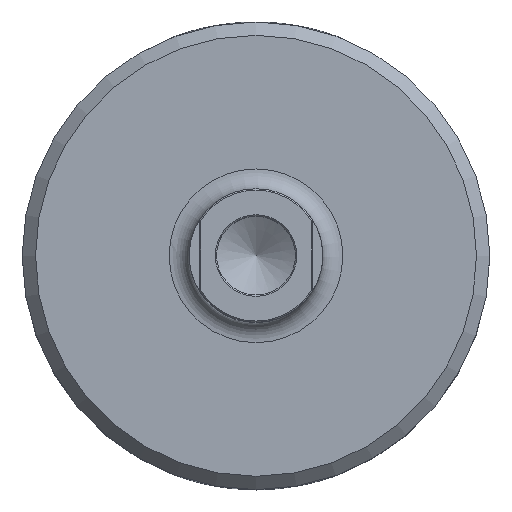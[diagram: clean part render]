
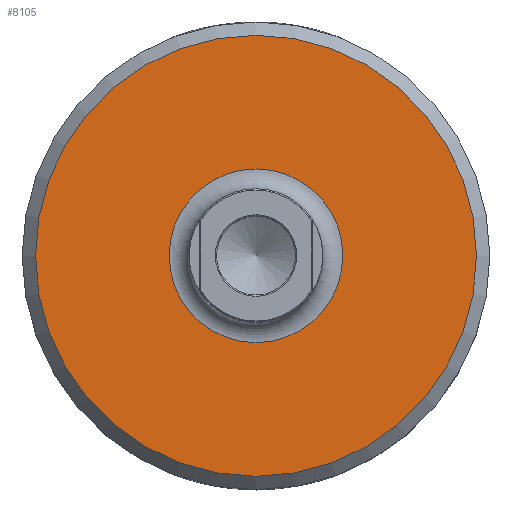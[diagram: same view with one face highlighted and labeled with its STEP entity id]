
A CAD part, top view. The second image highlights one B-rep face of the part: STEP entity #8105.
In plain terms, the highlighted face is planar.
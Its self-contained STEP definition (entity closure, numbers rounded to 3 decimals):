
#333=PLANE('',#8363);
#440=CIRCLE('',#8364,13.);
#441=CIRCLE('',#8365,33.);
#2661=ORIENTED_EDGE('',*,*,#3844,.T.);
#2662=ORIENTED_EDGE('',*,*,#3845,.T.);
#3844=EDGE_CURVE('',#4442,#4442,#440,.T.);
#3845=EDGE_CURVE('',#4443,#4443,#441,.T.);
#4442=VERTEX_POINT('',#25748);
#4443=VERTEX_POINT('',#25750);
#5168=EDGE_LOOP('',(#2661));
#5169=EDGE_LOOP('',(#2662));
#5512=FACE_BOUND('',#5168,.T.);
#5513=FACE_BOUND('',#5169,.T.);
#8105=ADVANCED_FACE('',(#5512,#5513),#333,.T.);
#8363=AXIS2_PLACEMENT_3D('',#25746,#9219,#9220);
#8364=AXIS2_PLACEMENT_3D('',#25747,#9221,#9222);
#8365=AXIS2_PLACEMENT_3D('',#25749,#9223,#9224);
#9219=DIRECTION('',(0.,1.,0.));
#9220=DIRECTION('',(0.,0.,1.));
#9221=DIRECTION('',(0.,-1.,0.));
#9222=DIRECTION('',(0.,0.,1.));
#9223=DIRECTION('',(0.,1.,0.));
#9224=DIRECTION('',(0.,0.,1.));
#25746=CARTESIAN_POINT('',(10.,10.,0.));
#25747=CARTESIAN_POINT('',(0.,10.,0.));
#25748=CARTESIAN_POINT('',(0.,10.,13.));
#25749=CARTESIAN_POINT('',(0.,10.,0.));
#25750=CARTESIAN_POINT('',(0.,10.,33.));
